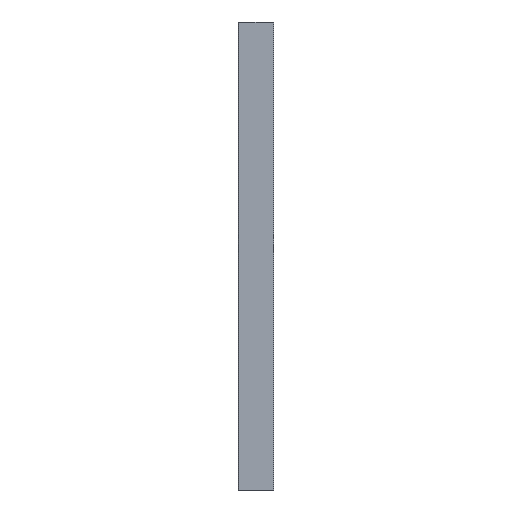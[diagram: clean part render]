
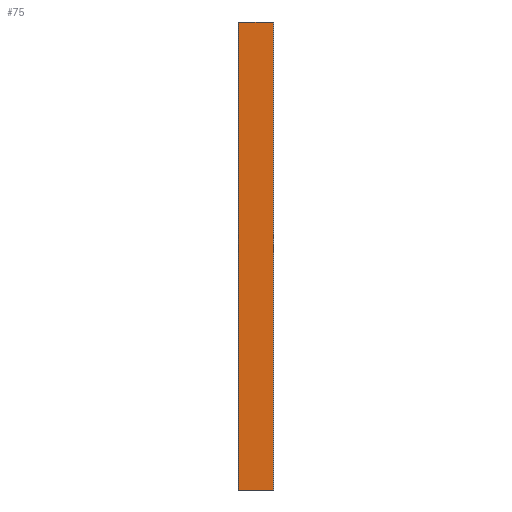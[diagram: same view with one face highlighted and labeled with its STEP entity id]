
A CAD part, left-side view. The second image highlights one B-rep face of the part: STEP entity #75.
In plain terms, the highlighted planar face has unit normal (-1, 0, 0).
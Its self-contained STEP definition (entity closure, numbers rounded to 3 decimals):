
#75=ADVANCED_FACE('',(#165),#166,.T.);
#165=FACE_OUTER_BOUND('',#285,.T.);
#166=PLANE('',#286);
#285=EDGE_LOOP('',(#550,#551,#552,#553));
#286=AXIS2_PLACEMENT_3D('',#554,#555,#556);
#550=ORIENTED_EDGE('',*,*,#964,.T.);
#551=ORIENTED_EDGE('',*,*,#965,.F.);
#552=ORIENTED_EDGE('',*,*,#966,.T.);
#553=ORIENTED_EDGE('',*,*,#962,.T.);
#554=CARTESIAN_POINT('',(-75.3,37.5,0.0));
#555=DIRECTION('',(-1.0,0.,0.0));
#556=DIRECTION('',(0.,-1.0,0.0));
#962=EDGE_CURVE('',#1197,#1195,#1198,.T.);
#964=EDGE_CURVE('',#1195,#1200,#1201,.T.);
#965=EDGE_CURVE('',#1202,#1200,#1203,.T.);
#966=EDGE_CURVE('',#1202,#1197,#1204,.T.);
#1195=VERTEX_POINT('',#1533);
#1197=VERTEX_POINT('',#1535);
#1198=LINE('',#1536,#1537);
#1200=VERTEX_POINT('',#1539);
#1201=LINE('',#1540,#1541);
#1202=VERTEX_POINT('',#1542);
#1203=LINE('',#1543,#1544);
#1204=LINE('',#1545,#1546);
#1533=CARTESIAN_POINT('',(-75.3,1.,1000.0));
#1535=CARTESIAN_POINT('',(-75.3,1.,0.0));
#1536=CARTESIAN_POINT('',(-75.3,1.,0.0));
#1537=VECTOR('',#1898,1.0);
#1539=CARTESIAN_POINT('',(-75.3,74.0,1000.0));
#1540=CARTESIAN_POINT('',(-75.3,74.0,1000.0));
#1541=VECTOR('',#1902,1.0);
#1542=CARTESIAN_POINT('',(-75.3,74.0,0.0));
#1543=CARTESIAN_POINT('',(-75.3,74.0,0.0));
#1544=VECTOR('',#1903,1.0);
#1545=CARTESIAN_POINT('',(-75.3,74.0,0.0));
#1546=VECTOR('',#1904,1.0);
#1898=DIRECTION('',(0.0,0.0,1.0));
#1902=DIRECTION('',(0.,1.0,0.0));
#1903=DIRECTION('',(0.0,0.0,1.0));
#1904=DIRECTION('',(0.,-1.0,0.0));
